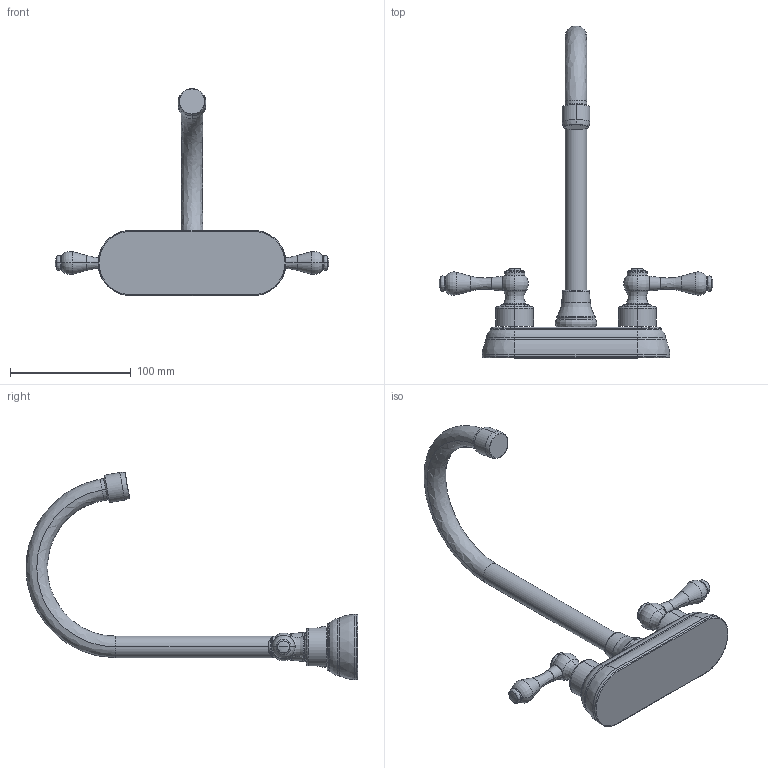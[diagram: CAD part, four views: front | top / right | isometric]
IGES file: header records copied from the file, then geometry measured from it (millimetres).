
Start section:  PTC IGES file: 808.igs
Global section: file name: 808.igs; native system: Creo Parametric by PTC Inc.; preprocessor: 2018400; author: rsmith; organization: Unknown; date: 20210511.115342; units: inch
Bounding box: 226.72 x 274.95 x 171.72 mm (x, y, z)
Surface area: 59706.2 mm2 (no closed solid volume)
Topology: 0 solids, 0 shells, 151 faces, 612 edges, 608 vertices
Faces by surface type: revolution 128, bspline 23
